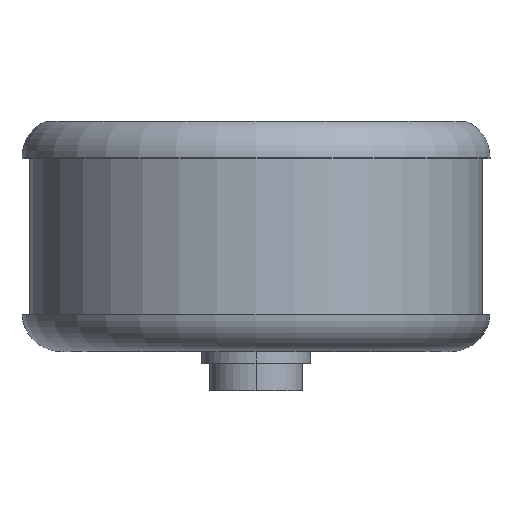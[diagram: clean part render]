
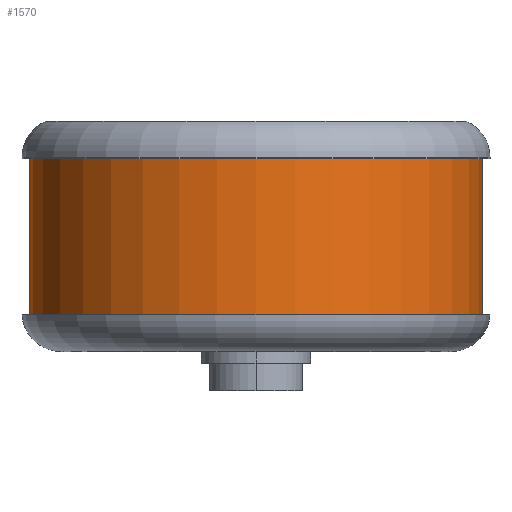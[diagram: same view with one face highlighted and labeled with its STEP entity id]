
A CAD part, front view. The second image highlights one B-rep face of the part: STEP entity #1570.
In plain terms, the highlighted cylindrical face has radius 736.6 mm (diameter 1473.2 mm), a partial arc.
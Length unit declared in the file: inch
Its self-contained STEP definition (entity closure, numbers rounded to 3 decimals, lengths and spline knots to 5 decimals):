
#376=CARTESIAN_POINT('',(0.,0.,24.75));
#377=DIRECTION('',(0.,0.,1.));
#378=DIRECTION('',(-1.,0.,0.));
#379=AXIS2_PLACEMENT_3D('',#376,#377,#378);
#381=DIRECTION('',(0.,0.,-1.));
#382=VECTOR('',#381,20.);
#383=CARTESIAN_POINT('',(29.,0.,24.75));
#384=LINE('',#383,#382);
#385=DIRECTION('',(0.,0.,-1.));
#386=VECTOR('',#385,20.);
#387=CARTESIAN_POINT('',(-29.,0.,24.75));
#388=LINE('',#387,#386);
#394=CARTESIAN_POINT('',(0.,0.,4.75));
#395=DIRECTION('',(0.,0.,1.));
#396=DIRECTION('',(-1.,0.,0.));
#397=AXIS2_PLACEMENT_3D('',#394,#395,#396);
#1029=CARTESIAN_POINT('',(29.,0.,24.75));
#1030=CARTESIAN_POINT('',(-29.,0.,24.75));
#1031=VERTEX_POINT('',#1029);
#1032=VERTEX_POINT('',#1030);
#1033=CARTESIAN_POINT('',(29.,0.,4.75));
#1034=CARTESIAN_POINT('',(-29.,0.,4.75));
#1035=VERTEX_POINT('',#1033);
#1036=VERTEX_POINT('',#1034);
#1558=CARTESIAN_POINT('',(0.,0.,24.75));
#1559=DIRECTION('',(0.,0.,-1.));
#1560=DIRECTION('',(1.,0.,0.));
#1561=AXIS2_PLACEMENT_3D('',#1558,#1559,#1560);
#1562=CYLINDRICAL_SURFACE('',#1561,29.);
#1563=ORIENTED_EDGE('',*,*,#1538,.T.);
#1564=ORIENTED_EDGE('',*,*,#1553,.T.);
#1566=ORIENTED_EDGE('',*,*,#1565,.F.);
#1567=ORIENTED_EDGE('',*,*,#1549,.F.);
#1568=EDGE_LOOP('',(#1563,#1564,#1566,#1567));
#1569=FACE_OUTER_BOUND('',#1568,.F.);
#1570=ADVANCED_FACE('',(#1569),#1562,.T.);
#380=CIRCLE('',#379,29.);
#398=CIRCLE('',#397,29.);
#1538=EDGE_CURVE('',#1032,#1031,#380,.T.);
#1549=EDGE_CURVE('',#1032,#1036,#388,.T.);
#1553=EDGE_CURVE('',#1031,#1035,#384,.T.);
#1565=EDGE_CURVE('',#1036,#1035,#398,.T.);
